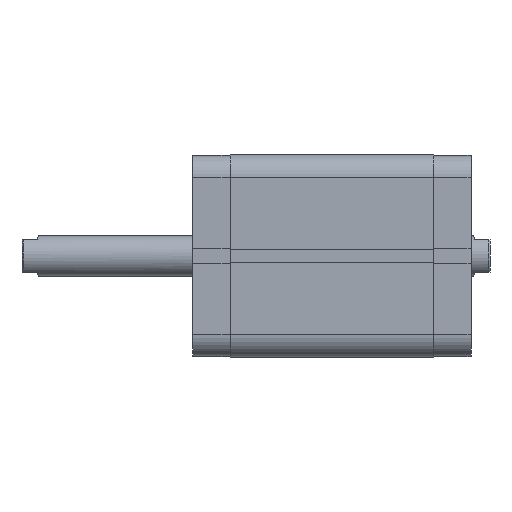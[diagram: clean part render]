
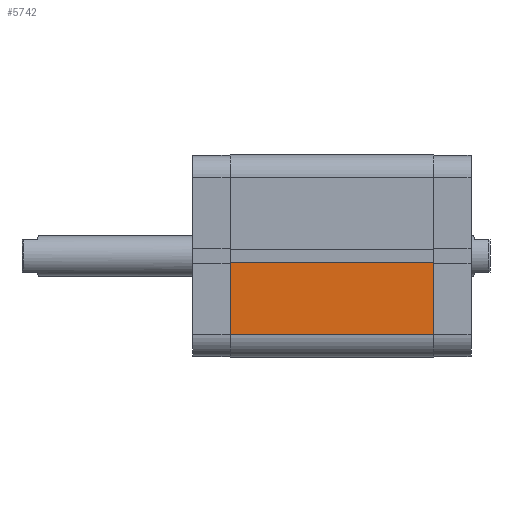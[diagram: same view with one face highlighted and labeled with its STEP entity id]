
A CAD part, front view. The second image highlights one B-rep face of the part: STEP entity #5742.
In plain terms, the highlighted planar face has unit normal (0, -1, 0).
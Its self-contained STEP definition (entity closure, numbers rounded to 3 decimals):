
#251 = EDGE_CURVE ( 'NONE', #5833, #5814, #2064, .T. ) ;
#252 = EDGE_CURVE ( 'NONE', #5833, #5868, #2066, .T. ) ;
#255 = EDGE_CURVE ( 'NONE', #5814, #5866, #2072, .T. ) ;
#256 = EDGE_CURVE ( 'NONE', #5868, #5866, #2070, .T. ) ;
#468 = ORIENTED_EDGE ( 'NONE', *, *, #256, .T. ) ;
#469 = ORIENTED_EDGE ( 'NONE', *, *, #255, .F. ) ;
#482 = ORIENTED_EDGE ( 'NONE', *, *, #252, .T. ) ;
#488 = ORIENTED_EDGE ( 'NONE', *, *, #251, .F. ) ;
#673 = EDGE_LOOP ( 'NONE', ( #468, #469, #488, #482 ) ) ;
#2064 = LINE ( 'NONE', #6681, #2065 ) ;
#2065 = VECTOR ( 'NONE', #6682, 1000. ) ;
#2066 = LINE ( 'NONE', #6684, #2067 ) ;
#2067 = VECTOR ( 'NONE', #6685, 1000. ) ;
#2070 = LINE ( 'NONE', #6683, #2074 ) ;
#2072 = LINE ( 'NONE', #6691, #2073 ) ;
#2073 = VECTOR ( 'NONE', #6692, 1000. ) ;
#2074 = VECTOR ( 'NONE', #6694, 1000. ) ;
#3849 = PLANE ( 'NONE',  #5481 ) ;
#3852 = CARTESIAN_POINT ( 'NONE',  ( 0., -40., 80.5 ) ) ;
#3876 = DIRECTION ( 'NONE',  ( 0., 1., 0. ) ) ;
#3877 = DIRECTION ( 'NONE',  ( 0., 0., 1. ) ) ;
#4279 = FACE_OUTER_BOUND ( 'NONE', #673, .T. ) ;
#4532 = CARTESIAN_POINT ( 'NONE',  ( -2.6, -40., 80.5 ) ) ;
#4551 = CARTESIAN_POINT ( 'NONE',  ( -31., -40., 80.5 ) ) ;
#4583 = CARTESIAN_POINT ( 'NONE',  ( -2.6, -40., 0. ) ) ;
#4585 = CARTESIAN_POINT ( 'NONE',  ( -31., -40., 0. ) ) ;
#5481 = AXIS2_PLACEMENT_3D ( 'NONE', #3852, #3876, #3877 ) ;
#5742 = ADVANCED_FACE ( 'NONE', ( #4279 ), #3849, .F. ) ;
#5814 = VERTEX_POINT ( 'NONE', #4532 ) ;
#5833 = VERTEX_POINT ( 'NONE', #4551 ) ;
#5866 = VERTEX_POINT ( 'NONE', #4583 ) ;
#5868 = VERTEX_POINT ( 'NONE', #4585 ) ;
#6681 = CARTESIAN_POINT ( 'NONE',  ( 0., -40., 80.5 ) ) ;
#6682 = DIRECTION ( 'NONE',  ( 1., 0., 0. ) ) ;
#6683 = CARTESIAN_POINT ( 'NONE',  ( 0., -40., 0. ) ) ;
#6684 = CARTESIAN_POINT ( 'NONE',  ( -31., -40., 80.5 ) ) ;
#6685 = DIRECTION ( 'NONE',  ( 0., 0., -1. ) ) ;
#6691 = CARTESIAN_POINT ( 'NONE',  ( -2.6, -40., 80.5 ) ) ;
#6692 = DIRECTION ( 'NONE',  ( 0., 0., -1. ) ) ;
#6694 = DIRECTION ( 'NONE',  ( 1., 0., 0. ) ) ;
